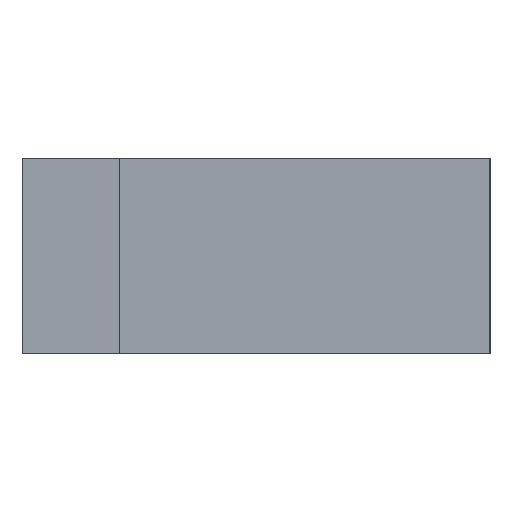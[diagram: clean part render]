
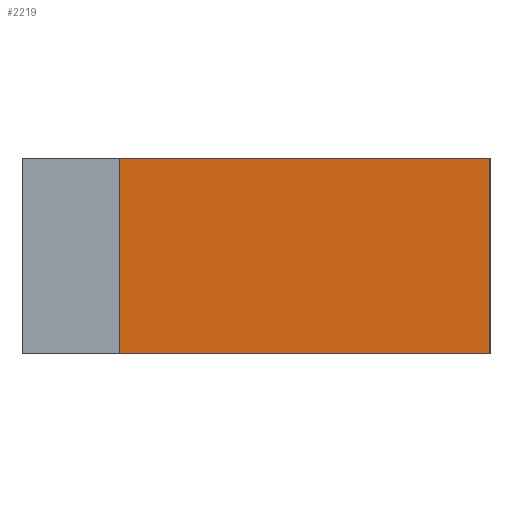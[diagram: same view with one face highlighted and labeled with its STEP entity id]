
A CAD part, left-side view. The second image highlights one B-rep face of the part: STEP entity #2219.
In plain terms, the highlighted planar face has unit normal (-1, 0, 0).
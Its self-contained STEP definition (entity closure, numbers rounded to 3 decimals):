
#69 = CARTESIAN_POINT ( 'NONE',  ( -35., 38., 10. ) ) ;
#75 = EDGE_CURVE ( 'NONE', #1119, #2251, #2586, .T. ) ;
#97 = LINE ( 'NONE', #2204, #1996 ) ;
#206 = VECTOR ( 'NONE', #1651, 1000. ) ;
#215 = FACE_OUTER_BOUND ( 'NONE', #784, .T. ) ;
#292 = EDGE_CURVE ( 'NONE', #2726, #2153, #773, .T. ) ;
#375 = LINE ( 'NONE', #1408, #206 ) ;
#428 = DIRECTION ( 'NONE',  ( 0., 0., -1. ) ) ;
#479 = EDGE_CURVE ( 'NONE', #2251, #2153, #375, .T. ) ;
#773 = LINE ( 'NONE', #1333, #1360 ) ;
#784 = EDGE_LOOP ( 'NONE', ( #2585, #1876, #1689, #1089 ) ) ;
#937 = DIRECTION ( 'NONE',  ( 0., -1., 0. ) ) ;
#1089 = ORIENTED_EDGE ( 'NONE', *, *, #75, .T. ) ;
#1119 = VERTEX_POINT ( 'NONE', #69 ) ;
#1237 = CARTESIAN_POINT ( 'NONE',  ( -35., 0., -10. ) ) ;
#1315 = AXIS2_PLACEMENT_3D ( 'NONE', #2276, #1493, #428 ) ;
#1333 = CARTESIAN_POINT ( 'NONE',  ( -35., 0., 10. ) ) ;
#1360 = VECTOR ( 'NONE', #2202, 1000. ) ;
#1408 = CARTESIAN_POINT ( 'NONE',  ( -35., 0., -10. ) ) ;
#1464 = PLANE ( 'NONE',  #1315 ) ;
#1493 = DIRECTION ( 'NONE',  ( 1., 0., 0. ) ) ;
#1651 = DIRECTION ( 'NONE',  ( 0., -1., 0. ) ) ;
#1689 = ORIENTED_EDGE ( 'NONE', *, *, #2132, .F. ) ;
#1727 = DIRECTION ( 'NONE',  ( 0., 0., -1. ) ) ;
#1761 = VECTOR ( 'NONE', #1727, 1000. ) ;
#1876 = ORIENTED_EDGE ( 'NONE', *, *, #292, .F. ) ;
#1996 = VECTOR ( 'NONE', #937, 1000. ) ;
#2132 = EDGE_CURVE ( 'NONE', #1119, #2726, #97, .T. ) ;
#2153 = VERTEX_POINT ( 'NONE', #1237 ) ;
#2190 = CARTESIAN_POINT ( 'NONE',  ( -35., 0., 10. ) ) ;
#2202 = DIRECTION ( 'NONE',  ( 0., 0., -1. ) ) ;
#2204 = CARTESIAN_POINT ( 'NONE',  ( -35., 0., 10. ) ) ;
#2219 = ADVANCED_FACE ( 'NONE', ( #215 ), #1464, .F. ) ;
#2251 = VERTEX_POINT ( 'NONE', #2482 ) ;
#2276 = CARTESIAN_POINT ( 'NONE',  ( -35., 0., 10. ) ) ;
#2367 = CARTESIAN_POINT ( 'NONE',  ( -35., 38., 10. ) ) ;
#2482 = CARTESIAN_POINT ( 'NONE',  ( -35., 38., -10. ) ) ;
#2585 = ORIENTED_EDGE ( 'NONE', *, *, #479, .T. ) ;
#2586 = LINE ( 'NONE', #2367, #1761 ) ;
#2726 = VERTEX_POINT ( 'NONE', #2190 ) ;
